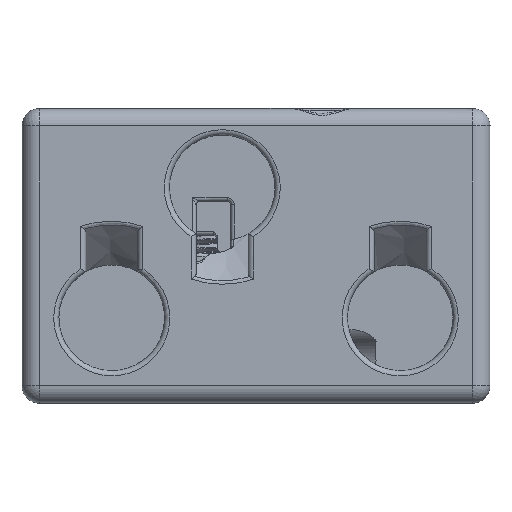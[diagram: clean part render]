
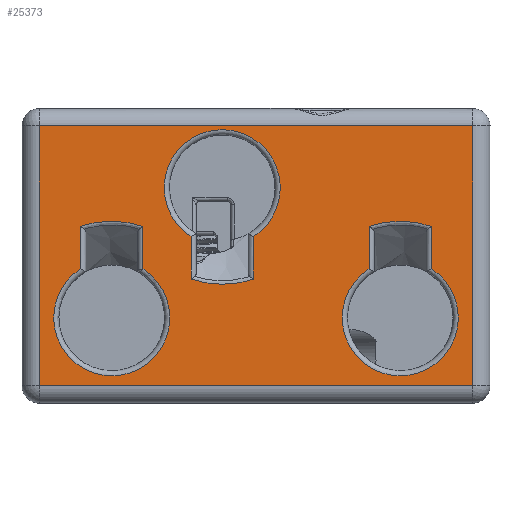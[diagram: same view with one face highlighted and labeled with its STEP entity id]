
A CAD part, top view. The second image highlights one B-rep face of the part: STEP entity #25373.
In plain terms, the highlighted planar face has unit normal (0, 0, 1).
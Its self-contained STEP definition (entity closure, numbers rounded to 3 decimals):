
#388=FACE_BOUND('',#8002,.T.);
#389=FACE_BOUND('',#8003,.T.);
#390=FACE_BOUND('',#8004,.T.);
#1313=LINE('',#41608,#3411);
#1343=LINE('',#43277,#3441);
#1345=LINE('',#43333,#3443);
#1348=LINE('',#43433,#3446);
#1349=LINE('',#43435,#3447);
#1350=LINE('',#43437,#3448);
#1351=LINE('',#43438,#3449);
#1352=LINE('',#43441,#3450);
#1353=LINE('',#43448,#3451);
#1354=LINE('',#43451,#3452);
#3411=VECTOR('',#29660,10.);
#3441=VECTOR('',#29826,10.);
#3443=VECTOR('',#29830,10.);
#3446=VECTOR('',#29841,10.);
#3447=VECTOR('',#29842,10.);
#3448=VECTOR('',#29843,10.);
#3449=VECTOR('',#29844,10.);
#3450=VECTOR('',#29845,10.);
#3451=VECTOR('',#29846,10.);
#3452=VECTOR('',#29849,10.);
#5106=PLANE('',#26885);
#6460=FACE_OUTER_BOUND('',#8001,.T.);
#8001=EDGE_LOOP('',(#19461,#19462,#19463,#19464));
#8002=EDGE_LOOP('',(#19465,#19466,#19467,#19468));
#8003=EDGE_LOOP('',(#19469,#19470,#19471,#19472));
#8004=EDGE_LOOP('',(#19473,#19474,#19475,#19476));
#9801=B_SPLINE_CURVE_WITH_KNOTS('',3,(#43418,#43419,#43420,#43421),
 .UNSPECIFIED.,.F.,.F.,(4,4),(-0.341,0.025),
 .UNSPECIFIED.);
#9803=B_SPLINE_CURVE_WITH_KNOTS('',3,(#43443,#43444,#43445,#43446),
 .UNSPECIFIED.,.F.,.F.,(4,4),(-0.341,0.025),
 .UNSPECIFIED.);
#9804=B_SPLINE_CURVE_WITH_KNOTS('',3,(#43452,#43453,#43454,#43455),
 .UNSPECIFIED.,.F.,.F.,(4,4),(-0.341,0.025),
 .UNSPECIFIED.);
#10047=CIRCLE('',#26815,3.35);
#10083=CIRCLE('',#26883,3.35);
#10084=CIRCLE('',#26886,3.35);
#11414=VERTEX_POINT('',#41517);
#11420=VERTEX_POINT('',#41607);
#11423=VERTEX_POINT('',#41640);
#11512=VERTEX_POINT('',#43275);
#11513=VERTEX_POINT('',#43276);
#11516=VERTEX_POINT('',#43331);
#11517=VERTEX_POINT('',#43332);
#11522=VERTEX_POINT('',#43431);
#11523=VERTEX_POINT('',#43432);
#11524=VERTEX_POINT('',#43434);
#11525=VERTEX_POINT('',#43436);
#11526=VERTEX_POINT('',#43439);
#11527=VERTEX_POINT('',#43440);
#11528=VERTEX_POINT('',#43442);
#11529=VERTEX_POINT('',#43447);
#11530=VERTEX_POINT('',#43450);
#14304=EDGE_CURVE('',#11414,#11420,#1313,.T.);
#14309=EDGE_CURVE('',#11423,#11414,#10047,.T.);
#14447=EDGE_CURVE('',#11512,#11513,#1343,.T.);
#14452=EDGE_CURVE('',#11516,#11517,#1345,.T.);
#14459=EDGE_CURVE('',#11517,#11512,#9801,.T.);
#14461=EDGE_CURVE('',#11513,#11516,#10083,.T.);
#14463=EDGE_CURVE('',#11522,#11523,#1348,.T.);
#14464=EDGE_CURVE('',#11524,#11522,#1349,.T.);
#14465=EDGE_CURVE('',#11525,#11524,#1350,.T.);
#14466=EDGE_CURVE('',#11523,#11525,#1351,.T.);
#14467=EDGE_CURVE('',#11526,#11527,#1352,.T.);
#14468=EDGE_CURVE('',#11528,#11526,#9803,.T.);
#14469=EDGE_CURVE('',#11529,#11528,#1353,.T.);
#14470=EDGE_CURVE('',#11527,#11529,#10084,.T.);
#14471=EDGE_CURVE('',#11530,#11423,#1354,.T.);
#14472=EDGE_CURVE('',#11420,#11530,#9804,.T.);
#19461=ORIENTED_EDGE('',*,*,#14463,.F.);
#19462=ORIENTED_EDGE('',*,*,#14464,.F.);
#19463=ORIENTED_EDGE('',*,*,#14465,.F.);
#19464=ORIENTED_EDGE('',*,*,#14466,.F.);
#19465=ORIENTED_EDGE('',*,*,#14467,.F.);
#19466=ORIENTED_EDGE('',*,*,#14468,.F.);
#19467=ORIENTED_EDGE('',*,*,#14469,.F.);
#19468=ORIENTED_EDGE('',*,*,#14470,.F.);
#19469=ORIENTED_EDGE('',*,*,#14304,.F.);
#19470=ORIENTED_EDGE('',*,*,#14309,.F.);
#19471=ORIENTED_EDGE('',*,*,#14471,.F.);
#19472=ORIENTED_EDGE('',*,*,#14472,.F.);
#19473=ORIENTED_EDGE('',*,*,#14452,.F.);
#19474=ORIENTED_EDGE('',*,*,#14461,.F.);
#19475=ORIENTED_EDGE('',*,*,#14447,.F.);
#19476=ORIENTED_EDGE('',*,*,#14459,.F.);
#25373=ADVANCED_FACE('',(#6460,#388,#389,#390),#5106,.T.);
#26815=AXIS2_PLACEMENT_3D('',#41655,#29665,#29666);
#26883=AXIS2_PLACEMENT_3D('',#43427,#29834,#29835);
#26885=AXIS2_PLACEMENT_3D('',#43430,#29839,#29840);
#26886=AXIS2_PLACEMENT_3D('',#43449,#29847,#29848);
#29660=DIRECTION('',(0.,1.,0.));
#29665=DIRECTION('center_axis',(0.,0.,
1.));
#29666=DIRECTION('ref_axis',(0.,-1.,0.));
#29826=DIRECTION('',(0.,-1.,0.));
#29830=DIRECTION('',(0.,1.,0.));
#29834=DIRECTION('center_axis',(0.,0.,
1.));
#29835=DIRECTION('ref_axis',(0.,-1.,0.));
#29839=DIRECTION('center_axis',(0.,0.,
1.));
#29840=DIRECTION('ref_axis',(-1.,0.,0.));
#29841=DIRECTION('',(1.,0.,0.));
#29842=DIRECTION('',(0.,1.,0.));
#29843=DIRECTION('',(-1.,0.,0.));
#29844=DIRECTION('',(0.,-1.,0.));
#29845=DIRECTION('',(0.,1.,0.));
#29846=DIRECTION('',(0.,-1.,0.));
#29847=DIRECTION('center_axis',(0.,0.,
1.));
#29848=DIRECTION('ref_axis',(0.,1.,0.));
#29849=DIRECTION('',(0.,-1.,0.));
#41517=CARTESIAN_POINT('',(87.105,243.498,2.5));
#41607=CARTESIAN_POINT('',(87.105,245.943,2.5));
#41608=CARTESIAN_POINT('',(87.105,249.331,2.5));
#41640=CARTESIAN_POINT('',(83.505,243.498,2.5));
#41655=CARTESIAN_POINT('Origin',(85.305,240.673,2.5));
#43275=CARTESIAN_POINT('',(100.149,245.943,2.5));
#43276=CARTESIAN_POINT('',(100.149,243.498,2.5));
#43277=CARTESIAN_POINT('',(100.149,248.039,2.5));
#43331=CARTESIAN_POINT('',(103.749,243.498,2.5));
#43332=CARTESIAN_POINT('',(103.749,245.943,2.5));
#43333=CARTESIAN_POINT('',(103.749,249.331,2.5));
#43418=CARTESIAN_POINT('Ctrl Pts',(103.749,245.943,2.5));
#43419=CARTESIAN_POINT('Ctrl Pts',(102.594,246.343,2.5));
#43420=CARTESIAN_POINT('Ctrl Pts',(101.305,246.343,2.5));
#43421=CARTESIAN_POINT('Ctrl Pts',(100.149,245.943,2.5));
#43427=CARTESIAN_POINT('Origin',(101.949,240.673,2.5));
#43430=CARTESIAN_POINT('Origin',(107.127,252.75,2.5));
#43431=CARTESIAN_POINT('',(81.127,251.75,2.5));
#43432=CARTESIAN_POINT('',(106.127,251.75,2.5));
#43433=CARTESIAN_POINT('',(100.377,251.75,2.5));
#43434=CARTESIAN_POINT('',(81.127,236.75,2.5));
#43435=CARTESIAN_POINT('',(81.127,252.75,2.5));
#43436=CARTESIAN_POINT('',(106.127,236.75,2.5));
#43437=CARTESIAN_POINT('',(100.377,236.75,2.5));
#43438=CARTESIAN_POINT('',(106.127,252.75,2.5));
#43439=CARTESIAN_POINT('',(93.478,242.906,2.5));
#43440=CARTESIAN_POINT('',(93.478,245.35,2.5));
#43441=CARTESIAN_POINT('',(93.478,249.135,2.5));
#43442=CARTESIAN_POINT('',(89.878,242.906,2.5));
#43443=CARTESIAN_POINT('Ctrl Pts',(89.878,242.906,2.5));
#43444=CARTESIAN_POINT('Ctrl Pts',(91.034,242.506,2.5));
#43445=CARTESIAN_POINT('Ctrl Pts',(92.323,242.506,2.5));
#43446=CARTESIAN_POINT('Ctrl Pts',(93.478,242.906,2.5));
#43447=CARTESIAN_POINT('',(89.878,245.35,2.5));
#43448=CARTESIAN_POINT('',(89.878,247.843,2.5));
#43449=CARTESIAN_POINT('Origin',(91.678,248.176,2.5));
#43450=CARTESIAN_POINT('',(83.505,245.943,2.5));
#43451=CARTESIAN_POINT('',(83.505,248.039,2.5));
#43452=CARTESIAN_POINT('Ctrl Pts',(87.105,245.943,2.5));
#43453=CARTESIAN_POINT('Ctrl Pts',(85.95,246.343,2.5));
#43454=CARTESIAN_POINT('Ctrl Pts',(84.661,246.343,2.5));
#43455=CARTESIAN_POINT('Ctrl Pts',(83.505,245.943,2.5));
